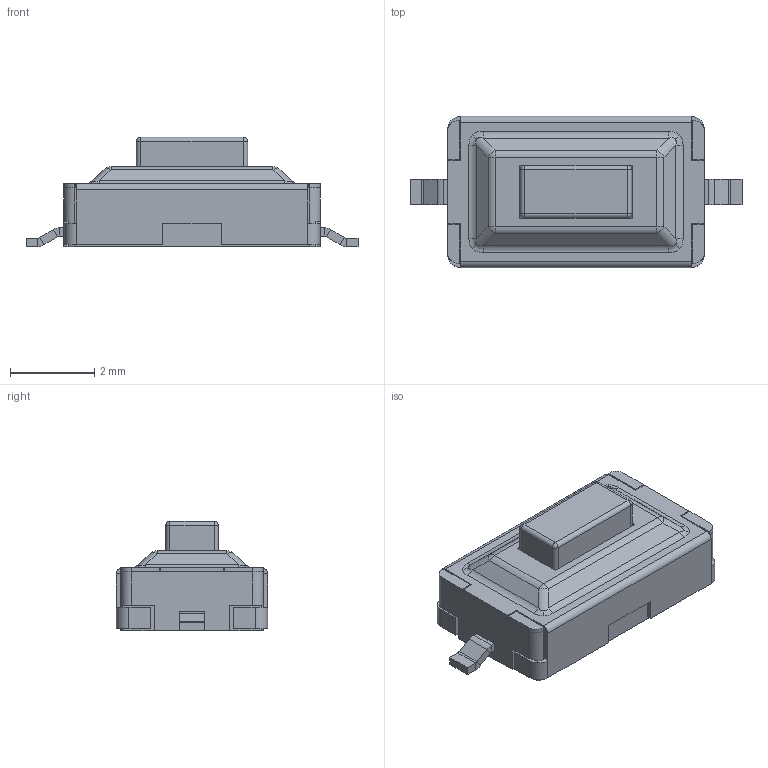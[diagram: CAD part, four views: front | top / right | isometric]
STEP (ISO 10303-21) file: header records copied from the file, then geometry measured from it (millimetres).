
FILE_DESCRIPTION(/* description */ (''),/* implementation_level */ '2;1');
FILE_NAME(/* name */ 'SW3.step',/* time_stamp */ '2022-10-03T13:22:02+08:00',/* author */ (''),/* organization */ (''),/* preprocessor_version */ 'ST-DEVELOPER v19',/* originating_system */ 'Autodesk Translation Framework v11.7.0.108',/* authorisation */ '');
FILE_SCHEMA (('AUTOMOTIVE_DESIGN { 1 0 10303 214 3 1 1 }'));
Length unit declared in the file: millimetre
Products named in the file (3): SW3; KEY-SMD_L6.2-W3.6-LS8.0; COMPOUND (12)
Assembly tree (2 placements, depth 3):
  SW3
    KEY-SMD_L6.2-W3.6-LS8.0
      COMPOUND (12)
Bounding box: 7.9 x 3.6 x 2.6 mm (x, y, z)
Volume: 39 mm3; surface area: 161 mm2
Topology: 7 solids, 7 shells, 499 faces, 1257 edges, 798 vertices
Faces by surface type: plane 323, bspline 120, cylinder 48, sphere 8
Entity records: 16252 total; most frequent: CARTESIAN_POINT 4471, ORIENTED_EDGE 2506, DIRECTION 2089, EDGE_CURVE 1253, LINE 913, VECTOR 913, VERTEX_POINT 798, AXIS2_PLACEMENT_3D 588
